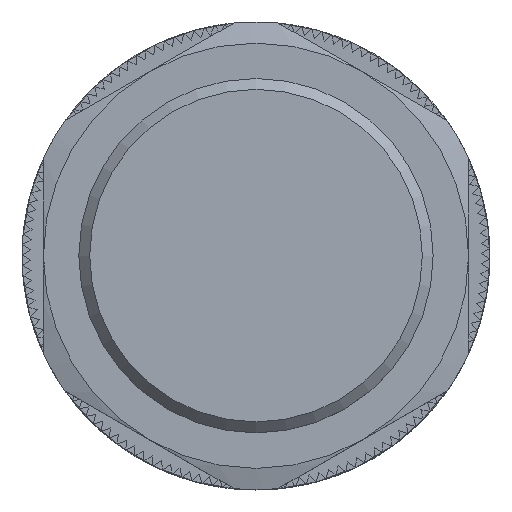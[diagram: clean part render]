
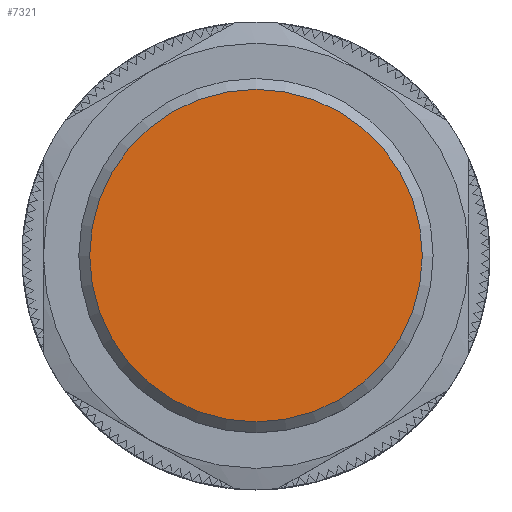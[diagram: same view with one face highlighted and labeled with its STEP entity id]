
A CAD part, top view. The second image highlights one B-rep face of the part: STEP entity #7321.
In plain terms, the highlighted face is planar.
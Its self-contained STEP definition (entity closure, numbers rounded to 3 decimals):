
#1820=PLANE('',#7822);
#2270=CIRCLE('',#7823,14.08);
#2455=ORIENTED_EDGE('',*,*,#4623,.F.);
#4623=EDGE_CURVE('',#5707,#5707,#2270,.T.);
#5707=VERTEX_POINT('',#10684);
#6337=EDGE_LOOP('',(#2455));
#6824=FACE_BOUND('',#6337,.T.);
#7321=ADVANCED_FACE('',(#6824),#1820,.F.);
#7822=AXIS2_PLACEMENT_3D('',#10682,#8487,#8488);
#7823=AXIS2_PLACEMENT_3D('',#10683,#8489,#8490);
#8487=DIRECTION('',(1.,0.,0.));
#8488=DIRECTION('',(0.,0.,-1.));
#8489=DIRECTION('',(1.,0.,0.));
#8490=DIRECTION('',(0.,0.,-1.));
#10682=CARTESIAN_POINT('',(0.,0.,0.));
#10683=CARTESIAN_POINT('',(0.,0.,0.));
#10684=CARTESIAN_POINT('',(0.,0.,-14.08));
